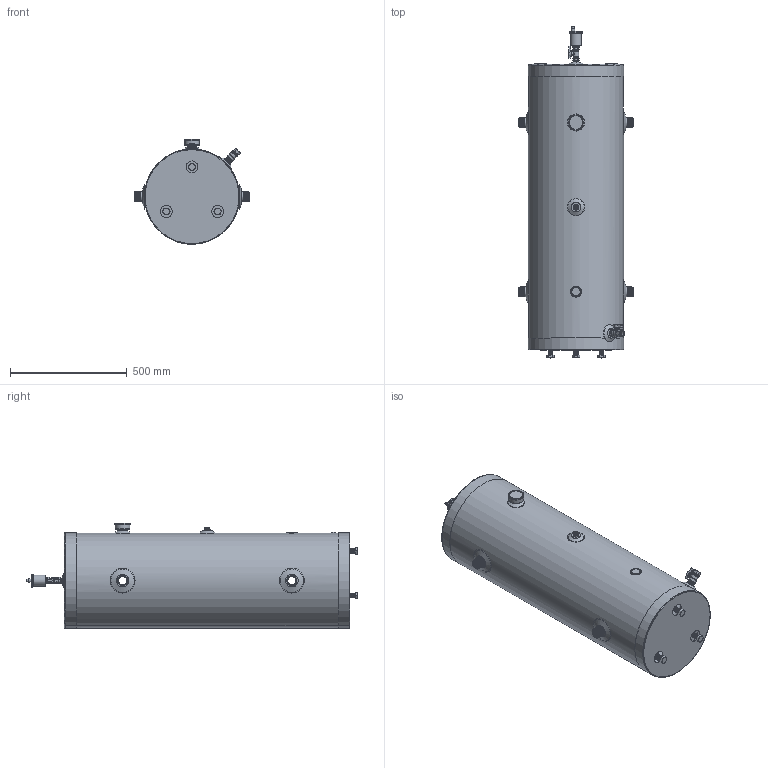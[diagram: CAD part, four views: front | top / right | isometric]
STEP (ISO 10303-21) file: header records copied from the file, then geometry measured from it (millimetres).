
FILE_DESCRIPTION (( 'STEP AP214' ), '1' );
FILE_NAME ('BUFFMAX 20G.STEP', '2025-01-23T18:26:33', ( '' ), ( '' ), 'SwSTEP 2.0', 'SolidWorks 2025', '' );
FILE_SCHEMA (( 'AUTOMOTIVE_DESIGN' ));
Length unit declared in the file: inch
Products named in the file (1): BUFFMAX 20G
Bounding box: 490.66 x 1419.6 x 452.29 mm (x, y, z)
Volume: 2130308.3 mm3; surface area: 4402916.5 mm2
Topology: 45 solids, 45 shells, 1267 faces, 2753 edges, 1642 vertices
Faces by surface type: plane 332, cylinder 331, cone 311, bspline 136, torus 123, sphere 34
Full cylindrical faces by diameter (mm): 1.587 x11, 1.588 x13, 4.762 x5, 4.763 x7, 5.556 x12, 6.35 x1, 7.991 x1, 8.092 x2, 9.906 x1, 11.112 x1, 11.113 x1, 12.065 x1, 13.97 x1, 14.097 x1, 14.287 x1, 15.037 x1, 15.799 x1, 16.185 x1, 18.859 x2, 19.05 x72, 20.93 x1, 21.336 x2, 21.59 x1, 21.85 x1, 22.035 x2, 23.012 x2, 23.063 x1, 24.277 x2, 25.4 x5, 26.67 x1
Entity records: 111842 total; most frequent: CARTESIAN_POINT 71193, DIRECTION 4831, ORIENTED_EDGE 4136, AXIS2_PLACEMENT_3D 2181, EDGE_CURVE 2068, EDGE_LOOP 1986, FACE_OUTER_BOUND 1587, VERTEX_POINT 1522
